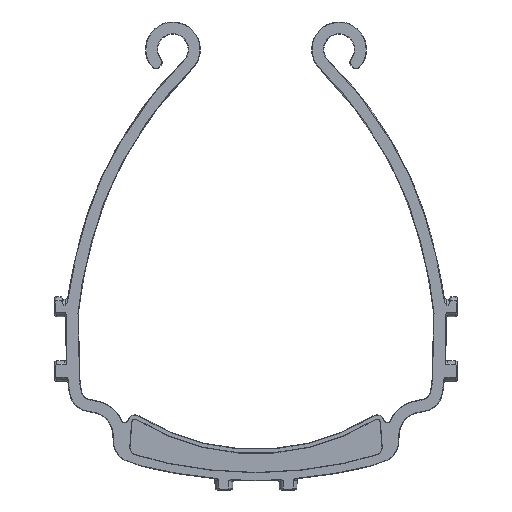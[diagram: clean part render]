
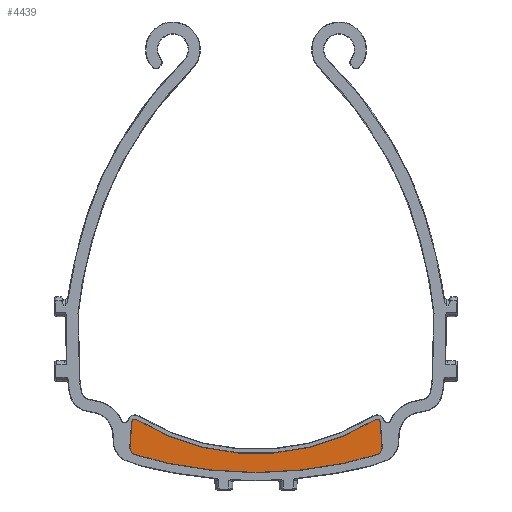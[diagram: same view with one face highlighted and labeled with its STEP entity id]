
A CAD part, top view. The second image highlights one B-rep face of the part: STEP entity #4439.
In plain terms, the highlighted planar face has unit normal (0, 0, 1).
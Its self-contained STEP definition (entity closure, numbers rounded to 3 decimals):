
#249=PLANE('',#4704);
#466=FACE_OUTER_BOUND('',#731,.T.);
#731=EDGE_LOOP('',(#3965,#3966,#3967,#3968,#3969,#3970,#3971,#3972,#3973));
#822=LINE('',#8410,#992);
#915=LINE('',#13271,#1085);
#992=VECTOR('',#4901,10.);
#1085=VECTOR('',#5252,10.);
#1155=CIRCLE('',#4570,1.25);
#1226=CIRCLE('',#4699,89.25);
#1229=CIRCLE('',#4703,1.25);
#1412=B_SPLINE_CURVE_WITH_KNOTS('',3,(#8445,#8446,#8447,#8448,#8449),
 .UNSPECIFIED.,.F.,.F.,(4,1,4),(-0.391,-0.168,0.),
 .UNSPECIFIED.);
#1414=B_SPLINE_CURVE_WITH_KNOTS('',3,(#8474,#8475,#8476,#8477),
 .UNSPECIFIED.,.F.,.F.,(4,4),(-1.932,-1.),.UNSPECIFIED.);
#1628=B_SPLINE_CURVE_WITH_KNOTS('',3,(#13305,#13306,#13307,#13308,#13309),
 .UNSPECIFIED.,.F.,.F.,(4,1,4),(-0.391,-0.168,0.),
 .UNSPECIFIED.);
#1631=B_SPLINE_CURVE_WITH_KNOTS('',3,(#13337,#13338,#13339,#13340),
 .UNSPECIFIED.,.F.,.F.,(4,4),(-1.932,-1.),.UNSPECIFIED.);
#1821=VERTEX_POINT('',#8404);
#1823=VERTEX_POINT('',#8408);
#1824=VERTEX_POINT('',#8412);
#1827=VERTEX_POINT('',#8443);
#1828=VERTEX_POINT('',#8466);
#2066=VERTEX_POINT('',#13268);
#2067=VERTEX_POINT('',#13270);
#2069=VERTEX_POINT('',#13276);
#2071=VERTEX_POINT('',#13304);
#2335=EDGE_CURVE('',#1821,#1823,#822,.T.);
#2336=EDGE_CURVE('',#1824,#1821,#1155,.T.);
#2341=EDGE_CURVE('',#1823,#1827,#1412,.T.);
#2343=EDGE_CURVE('',#1827,#1828,#1414,.T.);
#2718=EDGE_CURVE('',#2066,#2067,#915,.T.);
#2721=EDGE_CURVE('',#1824,#2069,#1226,.T.);
#2725=EDGE_CURVE('',#2069,#2066,#1229,.T.);
#2726=EDGE_CURVE('',#2067,#2071,#1628,.T.);
#2730=EDGE_CURVE('',#2071,#1828,#1631,.T.);
#3965=ORIENTED_EDGE('',*,*,#2730,.F.);
#3966=ORIENTED_EDGE('',*,*,#2726,.F.);
#3967=ORIENTED_EDGE('',*,*,#2718,.F.);
#3968=ORIENTED_EDGE('',*,*,#2725,.F.);
#3969=ORIENTED_EDGE('',*,*,#2721,.F.);
#3970=ORIENTED_EDGE('',*,*,#2336,.T.);
#3971=ORIENTED_EDGE('',*,*,#2335,.T.);
#3972=ORIENTED_EDGE('',*,*,#2341,.T.);
#3973=ORIENTED_EDGE('',*,*,#2343,.T.);
#4439=ADVANCED_FACE('',(#466),#249,.T.);
#4570=AXIS2_PLACEMENT_3D('',#8413,#4904,#4905);
#4699=AXIS2_PLACEMENT_3D('',#13277,#5257,#5258);
#4703=AXIS2_PLACEMENT_3D('',#13283,#5266,#5267);
#4704=AXIS2_PLACEMENT_3D('',#13341,#5269,#5270);
#4901=DIRECTION('',(-0.074,-0.997,0.));
#4904=DIRECTION('center_axis',(0.,0.,
1.));
#4905=DIRECTION('ref_axis',(-0.997,0.076,0.));
#5252=DIRECTION('',(0.074,-0.997,0.));
#5257=DIRECTION('center_axis',(0.,0.,1.));
#5258=DIRECTION('ref_axis',(0.,-1.,0.));
#5266=DIRECTION('center_axis',(0.,0.,-1.));
#5267=DIRECTION('ref_axis',(0.997,0.076,0.));
#5269=DIRECTION('center_axis',(0.,0.,1.));
#5270=DIRECTION('ref_axis',(1.,0.,0.));
#8404=CARTESIAN_POINT('',(-48.935,-6.82,0.75));
#8408=CARTESIAN_POINT('',(-49.658,-16.571,0.75));
#8410=CARTESIAN_POINT('',(-49.214,-10.579,0.75));
#8412=CARTESIAN_POINT('',(-47.03,-5.853,0.75));
#8413=CARTESIAN_POINT('Origin',(-47.689,-6.916,0.75));
#8443=CARTESIAN_POINT('',(-47.741,-19.516,0.75));
#8445=CARTESIAN_POINT('Ctrl Pts',(-49.658,-16.571,0.75));
#8446=CARTESIAN_POINT('Ctrl Pts',(-49.711,-17.29,0.75));
#8447=CARTESIAN_POINT('Ctrl Pts',(-49.313,-18.573,0.75));
#8448=CARTESIAN_POINT('Ctrl Pts',(-48.25,-19.334,0.75));
#8449=CARTESIAN_POINT('Ctrl Pts',(-47.741,-19.516,0.75));
#8466=CARTESIAN_POINT('',(0.,-26.644,0.75));
#8474=CARTESIAN_POINT('Ctrl Pts',(-47.741,-19.516,0.75));
#8475=CARTESIAN_POINT('Ctrl Pts',(-37.31,-23.24,0.75));
#8476=CARTESIAN_POINT('Ctrl Pts',(-17.461,-26.644,0.75));
#8477=CARTESIAN_POINT('Ctrl Pts',(0.,-26.644,
0.75));
#13268=CARTESIAN_POINT('',(48.935,-6.82,0.75));
#13270=CARTESIAN_POINT('',(49.658,-16.571,0.75));
#13271=CARTESIAN_POINT('',(49.214,-10.579,0.75));
#13276=CARTESIAN_POINT('',(47.03,-5.853,0.75));
#13277=CARTESIAN_POINT('Origin',(0.,70.,0.75));
#13283=CARTESIAN_POINT('Origin',(47.689,-6.916,0.75));
#13304=CARTESIAN_POINT('',(47.741,-19.516,0.75));
#13305=CARTESIAN_POINT('Ctrl Pts',(49.658,-16.571,0.75));
#13306=CARTESIAN_POINT('Ctrl Pts',(49.711,-17.29,0.75));
#13307=CARTESIAN_POINT('Ctrl Pts',(49.313,-18.573,0.75));
#13308=CARTESIAN_POINT('Ctrl Pts',(48.25,-19.334,0.75));
#13309=CARTESIAN_POINT('Ctrl Pts',(47.741,-19.516,0.75));
#13337=CARTESIAN_POINT('Ctrl Pts',(47.741,-19.516,0.75));
#13338=CARTESIAN_POINT('Ctrl Pts',(37.31,-23.24,0.75));
#13339=CARTESIAN_POINT('Ctrl Pts',(17.461,-26.644,0.75));
#13340=CARTESIAN_POINT('Ctrl Pts',(0.,-26.644,
0.75));
#13341=CARTESIAN_POINT('Origin',(24.961,-16.155,0.75));
